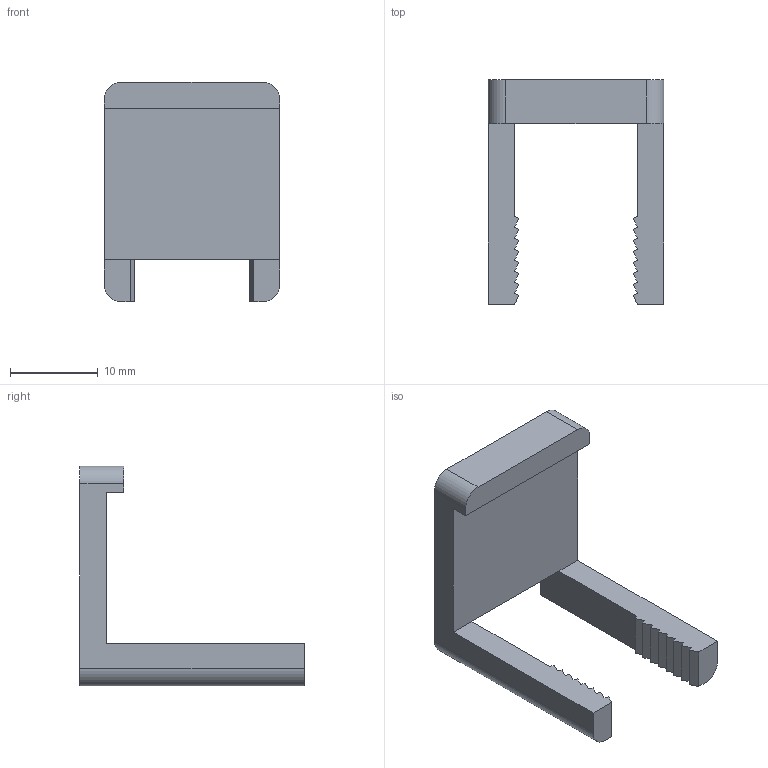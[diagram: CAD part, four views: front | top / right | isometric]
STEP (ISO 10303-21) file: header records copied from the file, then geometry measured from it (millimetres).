
FILE_DESCRIPTION (( 'STEP AP203' ), '1' );
FILE_NAME ('3_842_184_738_Bosch.step', '2024-06-10T09:00:16', ( '' ), ( '' ), 'SwSTEP 2.0', 'SolidWorks 2014', '' );
FILE_SCHEMA (( 'CONFIG_CONTROL_DESIGN' ));
Length unit declared in the file: millimetre
Products named in the file (1): 3_842_184_738_Bosch
Bounding box: 20 x 25.5 x 25 mm (x, y, z)
Volume: 2038 mm3; surface area: 1942 mm2
Topology: 1 solids, 1 shells, 52 faces, 148 edges, 98 vertices
Faces by surface type: plane 48, cylinder 4
Entity records: 1741 total; most frequent: CARTESIAN_POINT 299, ORIENTED_EDGE 296, DIRECTION 262, EDGE_CURVE 148, VECTOR 140, LINE 140, VERTEX_POINT 98, AXIS2_PLACEMENT_3D 61
